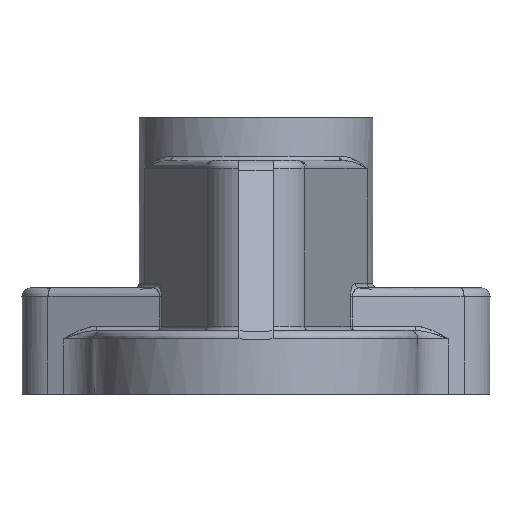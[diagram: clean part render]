
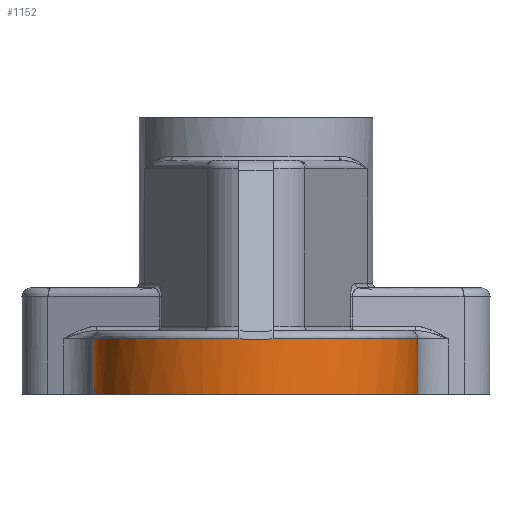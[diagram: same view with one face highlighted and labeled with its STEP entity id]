
A CAD part, left-side view. The second image highlights one B-rep face of the part: STEP entity #1152.
In plain terms, the highlighted free-form (B-spline) face has degree [2, 1] with [5, 2] control points.
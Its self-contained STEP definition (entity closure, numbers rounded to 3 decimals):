
#1152 = ADVANCED_FACE('',(#1153),#1258,.T.);
#1153 = FACE_BOUND('',#1154,.T.);
#1154 = EDGE_LOOP('',(#1155,#1165,#1173,#1180,#1188,#1196,#1203,#1214,
    #1221,#1229,#1237,#1244,#1252));
#1155 = ORIENTED_EDGE('',*,*,#1156,.T.);
#1156 = EDGE_CURVE('',#1157,#1159,#1161,.T.);
#1157 = VERTEX_POINT('',#1158);
#1158 = CARTESIAN_POINT('',(-127.984,0.,0.));
#1159 = VERTEX_POINT('',#1160);
#1160 = CARTESIAN_POINT('',(-124.908,-18.18,0.));
#1161 = ( BOUNDED_CURVE() B_SPLINE_CURVE(2,(#1162,#1163,#1164),
.UNSPECIFIED.,.F.,.F.) B_SPLINE_CURVE_WITH_KNOTS((3,3),(3.142,
3.477),.PIECEWISE_BEZIER_KNOTS.) CURVE() 
GEOMETRIC_REPRESENTATION_ITEM() RATIONAL_B_SPLINE_CURVE((1.,
0.986,1.)) REPRESENTATION_ITEM('') );
#1162 = CARTESIAN_POINT('',(-127.984,0.,0.));
#1163 = CARTESIAN_POINT('',(-127.984,-9.35,0.));
#1164 = CARTESIAN_POINT('',(-124.908,-18.18,0.));
#1165 = ORIENTED_EDGE('',*,*,#1166,.T.);
#1166 = EDGE_CURVE('',#1159,#1167,#1169,.T.);
#1167 = VERTEX_POINT('',#1168);
#1168 = CARTESIAN_POINT('',(-72.718,-55.266,0.));
#1169 = ( BOUNDED_CURVE() B_SPLINE_CURVE(2,(#1170,#1171,#1172),
.UNSPECIFIED.,.F.,.F.) B_SPLINE_CURVE_WITH_KNOTS((3,3),(3.477,
4.712),.PIECEWISE_BEZIER_KNOTS.) CURVE() 
GEOMETRIC_REPRESENTATION_ITEM() RATIONAL_B_SPLINE_CURVE((1.,
0.815,1.)) REPRESENTATION_ITEM('') );
#1170 = CARTESIAN_POINT('',(-124.908,-18.18,0.));
#1171 = CARTESIAN_POINT('',(-111.99,-55.266,0.));
#1172 = CARTESIAN_POINT('',(-72.718,-55.266,0.));
#1173 = ORIENTED_EDGE('',*,*,#1174,.T.);
#1174 = EDGE_CURVE('',#1167,#1175,#1177,.T.);
#1175 = VERTEX_POINT('',#1176);
#1176 = CARTESIAN_POINT('',(-72.718,-55.266,
    18.907));
#1177 = B_SPLINE_CURVE_WITH_KNOTS('',1,(#1178,#1179),.UNSPECIFIED.,.F.,
  .F.,(2,2),(0.,13.),.PIECEWISE_BEZIER_KNOTS.);
#1178 = CARTESIAN_POINT('',(-72.718,-55.266,0.));
#1179 = CARTESIAN_POINT('',(-72.718,-55.266,
    18.907));
#1180 = ORIENTED_EDGE('',*,*,#1181,.T.);
#1181 = EDGE_CURVE('',#1175,#1182,#1184,.T.);
#1182 = VERTEX_POINT('',#1183);
#1183 = CARTESIAN_POINT('',(-124.908,-18.18,
    18.907));
#1184 = ( BOUNDED_CURVE() B_SPLINE_CURVE(2,(#1185,#1186,#1187),
.UNSPECIFIED.,.F.,.F.) B_SPLINE_CURVE_WITH_KNOTS((3,3),(0.,
1.236),.PIECEWISE_BEZIER_KNOTS.) CURVE() 
GEOMETRIC_REPRESENTATION_ITEM() RATIONAL_B_SPLINE_CURVE((1.,
0.815,1.)) REPRESENTATION_ITEM('') );
#1185 = CARTESIAN_POINT('',(-72.718,-55.266,
    18.907));
#1186 = CARTESIAN_POINT('',(-111.99,-55.266,
    18.907));
#1187 = CARTESIAN_POINT('',(-124.908,-18.18,
    18.907));
#1188 = ORIENTED_EDGE('',*,*,#1189,.T.);
#1189 = EDGE_CURVE('',#1182,#1190,#1192,.T.);
#1190 = VERTEX_POINT('',#1191);
#1191 = CARTESIAN_POINT('',(-127.677,-5.817,
    18.907));
#1192 = ( BOUNDED_CURVE() B_SPLINE_CURVE(2,(#1193,#1194,#1195),
.UNSPECIFIED.,.F.,.F.) B_SPLINE_CURVE_WITH_KNOTS((3,3),(1.236,
1.465),.PIECEWISE_BEZIER_KNOTS.) CURVE() 
GEOMETRIC_REPRESENTATION_ITEM() RATIONAL_B_SPLINE_CURVE((1.,
0.993,1.)) REPRESENTATION_ITEM('') );
#1193 = CARTESIAN_POINT('',(-124.908,-18.18,
    18.907));
#1194 = CARTESIAN_POINT('',(-127.006,-12.158,
    18.907));
#1195 = CARTESIAN_POINT('',(-127.677,-5.817,
    18.907));
#1196 = ORIENTED_EDGE('',*,*,#1197,.T.);
#1197 = EDGE_CURVE('',#1190,#1198,#1200,.T.);
#1198 = VERTEX_POINT('',#1199);
#1199 = CARTESIAN_POINT('',(-127.677,-5.817,
    18.969));
#1200 = B_SPLINE_CURVE_WITH_KNOTS('',1,(#1201,#1202),.UNSPECIFIED.,.F.,
  .F.,(2,2),(0.,0.043),.PIECEWISE_BEZIER_KNOTS.);
#1201 = CARTESIAN_POINT('',(-127.677,-5.817,
    18.907));
#1202 = CARTESIAN_POINT('',(-127.677,-5.817,
    18.969));
#1203 = ORIENTED_EDGE('',*,*,#1204,.T.);
#1204 = EDGE_CURVE('',#1198,#1205,#1207,.T.);
#1205 = VERTEX_POINT('',#1206);
#1206 = CARTESIAN_POINT('',(-127.677,5.817,
    18.969));
#1207 = B_SPLINE_CURVE_WITH_KNOTS('',5,(#1208,#1209,#1210,#1211,#1212,
    #1213),.UNSPECIFIED.,.F.,.F.,(6,6),(0.163,7.889),
  .PIECEWISE_BEZIER_KNOTS.);
#1208 = CARTESIAN_POINT('',(-127.677,-5.817,
    18.969));
#1209 = CARTESIAN_POINT('',(-127.922,-3.499,
    18.616));
#1210 = CARTESIAN_POINT('',(-128.045,-1.168,
    18.439));
#1211 = CARTESIAN_POINT('',(-128.045,1.168,
    18.439));
#1212 = CARTESIAN_POINT('',(-127.922,3.499,
    18.616));
#1213 = CARTESIAN_POINT('',(-127.677,5.817,
    18.969));
#1214 = ORIENTED_EDGE('',*,*,#1215,.T.);
#1215 = EDGE_CURVE('',#1205,#1216,#1218,.T.);
#1216 = VERTEX_POINT('',#1217);
#1217 = CARTESIAN_POINT('',(-127.677,5.817,
    18.907));
#1218 = B_SPLINE_CURVE_WITH_KNOTS('',1,(#1219,#1220),.UNSPECIFIED.,.F.,
  .F.,(2,2),(0.,0.043),.PIECEWISE_BEZIER_KNOTS.);
#1219 = CARTESIAN_POINT('',(-127.677,5.817,
    18.969));
#1220 = CARTESIAN_POINT('',(-127.677,5.817,
    18.907));
#1221 = ORIENTED_EDGE('',*,*,#1222,.T.);
#1222 = EDGE_CURVE('',#1216,#1223,#1225,.T.);
#1223 = VERTEX_POINT('',#1224);
#1224 = CARTESIAN_POINT('',(-124.908,18.18,
    18.907));
#1225 = ( BOUNDED_CURVE() B_SPLINE_CURVE(2,(#1226,#1227,#1228),
.UNSPECIFIED.,.F.,.F.) B_SPLINE_CURVE_WITH_KNOTS((3,3),(0.105,
0.335),.PIECEWISE_BEZIER_KNOTS.) CURVE() 
GEOMETRIC_REPRESENTATION_ITEM() RATIONAL_B_SPLINE_CURVE((1.,
0.993,1.)) REPRESENTATION_ITEM('') );
#1226 = CARTESIAN_POINT('',(-127.677,5.817,
    18.907));
#1227 = CARTESIAN_POINT('',(-127.006,12.158,
    18.907));
#1228 = CARTESIAN_POINT('',(-124.908,18.18,
    18.907));
#1229 = ORIENTED_EDGE('',*,*,#1230,.T.);
#1230 = EDGE_CURVE('',#1223,#1231,#1233,.T.);
#1231 = VERTEX_POINT('',#1232);
#1232 = CARTESIAN_POINT('',(-72.718,55.266,
    18.907));
#1233 = ( BOUNDED_CURVE() B_SPLINE_CURVE(2,(#1234,#1235,#1236),
.UNSPECIFIED.,.F.,.F.) B_SPLINE_CURVE_WITH_KNOTS((3,3),(0.335,
1.571),.PIECEWISE_BEZIER_KNOTS.) CURVE() 
GEOMETRIC_REPRESENTATION_ITEM() RATIONAL_B_SPLINE_CURVE((1.,
0.815,1.)) REPRESENTATION_ITEM('') );
#1234 = CARTESIAN_POINT('',(-124.908,18.18,
    18.907));
#1235 = CARTESIAN_POINT('',(-111.99,55.266,
    18.907));
#1236 = CARTESIAN_POINT('',(-72.718,55.266,
    18.907));
#1237 = ORIENTED_EDGE('',*,*,#1238,.T.);
#1238 = EDGE_CURVE('',#1231,#1239,#1241,.T.);
#1239 = VERTEX_POINT('',#1240);
#1240 = CARTESIAN_POINT('',(-72.718,55.266,0.));
#1241 = B_SPLINE_CURVE_WITH_KNOTS('',1,(#1242,#1243),.UNSPECIFIED.,.F.,
  .F.,(2,2),(0.,13.),.PIECEWISE_BEZIER_KNOTS.);
#1242 = CARTESIAN_POINT('',(-72.718,55.266,
    18.907));
#1243 = CARTESIAN_POINT('',(-72.718,55.266,0.));
#1244 = ORIENTED_EDGE('',*,*,#1245,.T.);
#1245 = EDGE_CURVE('',#1239,#1246,#1248,.T.);
#1246 = VERTEX_POINT('',#1247);
#1247 = CARTESIAN_POINT('',(-124.908,18.18,0.));
#1248 = ( BOUNDED_CURVE() B_SPLINE_CURVE(2,(#1249,#1250,#1251),
.UNSPECIFIED.,.F.,.F.) B_SPLINE_CURVE_WITH_KNOTS((3,3),(1.571,
2.806),.PIECEWISE_BEZIER_KNOTS.) CURVE() 
GEOMETRIC_REPRESENTATION_ITEM() RATIONAL_B_SPLINE_CURVE((1.,
0.815,1.)) REPRESENTATION_ITEM('') );
#1249 = CARTESIAN_POINT('',(-72.718,55.266,0.));
#1250 = CARTESIAN_POINT('',(-111.99,55.266,0.));
#1251 = CARTESIAN_POINT('',(-124.908,18.18,0.));
#1252 = ORIENTED_EDGE('',*,*,#1253,.T.);
#1253 = EDGE_CURVE('',#1246,#1157,#1254,.T.);
#1254 = ( BOUNDED_CURVE() B_SPLINE_CURVE(2,(#1255,#1256,#1257),
.UNSPECIFIED.,.F.,.F.) B_SPLINE_CURVE_WITH_KNOTS((3,3),(2.806,
3.142),.PIECEWISE_BEZIER_KNOTS.) CURVE() 
GEOMETRIC_REPRESENTATION_ITEM() RATIONAL_B_SPLINE_CURVE((1.,
0.986,1.)) REPRESENTATION_ITEM('') );
#1255 = CARTESIAN_POINT('',(-124.908,18.18,0.));
#1256 = CARTESIAN_POINT('',(-127.984,9.35,0.));
#1257 = CARTESIAN_POINT('',(-127.984,0.,0.));
#1258 = ( BOUNDED_SURFACE() B_SPLINE_SURFACE(2,1,(
    (#1259,#1260)
    ,(#1261,#1262)
    ,(#1263,#1264)
    ,(#1265,#1266)
    ,(#1267,#1268
)),.UNSPECIFIED.,.F.,.F.,.F.) B_SPLINE_SURFACE_WITH_KNOTS((3,2,3),(2,2),
  (0.,1.571,3.142),(0.,13.043),
.PIECEWISE_BEZIER_KNOTS.) GEOMETRIC_REPRESENTATION_ITEM() 
RATIONAL_B_SPLINE_SURFACE((
    (1.,1.)
    ,(0.707,0.707)
    ,(1.,1.)
    ,(0.707,0.707)
,(1.,1.))) REPRESENTATION_ITEM('') SURFACE() );
#1259 = CARTESIAN_POINT('',(-72.718,-55.266,
    18.969));
#1260 = CARTESIAN_POINT('',(-72.718,-55.266,0.));
#1261 = CARTESIAN_POINT('',(-127.984,-55.266,
    18.969));
#1262 = CARTESIAN_POINT('',(-127.984,-55.266,0.));
#1263 = CARTESIAN_POINT('',(-127.984,0.,
    18.969));
#1264 = CARTESIAN_POINT('',(-127.984,0.,0.));
#1265 = CARTESIAN_POINT('',(-127.984,55.266,
    18.969));
#1266 = CARTESIAN_POINT('',(-127.984,55.266,0.));
#1267 = CARTESIAN_POINT('',(-72.718,55.266,
    18.969));
#1268 = CARTESIAN_POINT('',(-72.718,55.266,0.));
